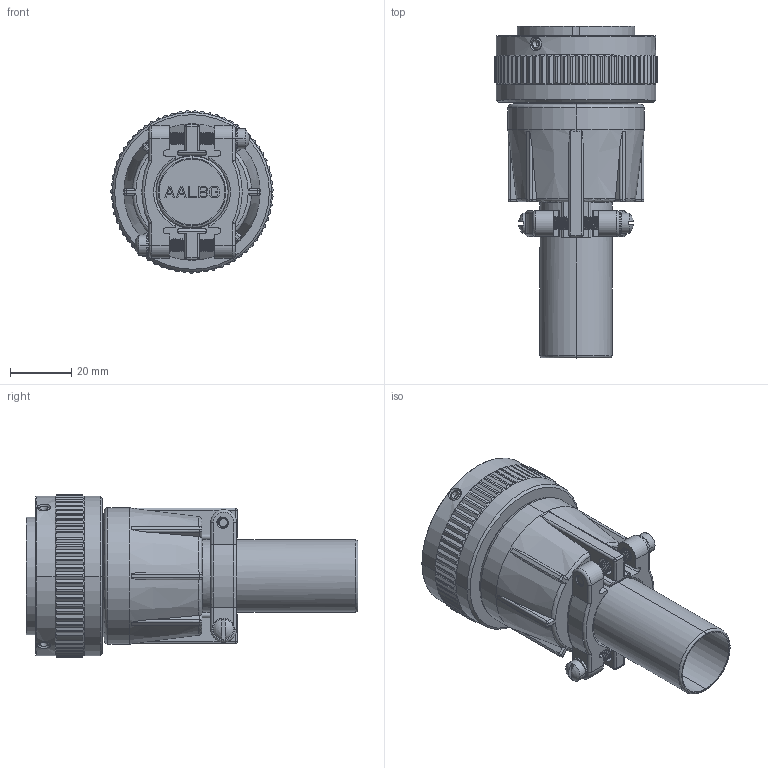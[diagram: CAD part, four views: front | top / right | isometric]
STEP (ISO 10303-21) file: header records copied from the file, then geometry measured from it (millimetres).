
FILE_DESCRIPTION((''),'2;1');
FILE_NAME('VG95234D-28_SW0001','2023-03-29T09:44:39',('paultorloting'),('NET AG system integration'),'CREO PARAMETRIC BY PTC INC, 2021404','CREO PARAMETRIC BY PTC INC, 2021404','');
FILE_SCHEMA(('AUTOMOTIVE_DESIGN { 1 0 10303 214 1 1 1 1 }'));
Products named in the file (1): VG95234D-28_SW0001
Bounding box: 53.14 x 108.63 x 53.13 mm (x, y, z)
Volume: 93237.6 mm3; surface area: 31957.9 mm2
Topology: 1 solids, 1 shells, 1052 faces, 2903 edges, 1867 vertices
Faces by surface type: plane 510, cylinder 339, cone 81, bspline 68, torus 38, sphere 16
Entity records: 80969 total; most frequent: CARTESIAN_POINT 50035, ORIENTED_EDGE 5794, DIRECTION 4515, EDGE_CURVE 2897, VERTEX_POINT 1867, AXIS2_PLACEMENT_3D 1527, VECTOR 1458, LINE 1458
